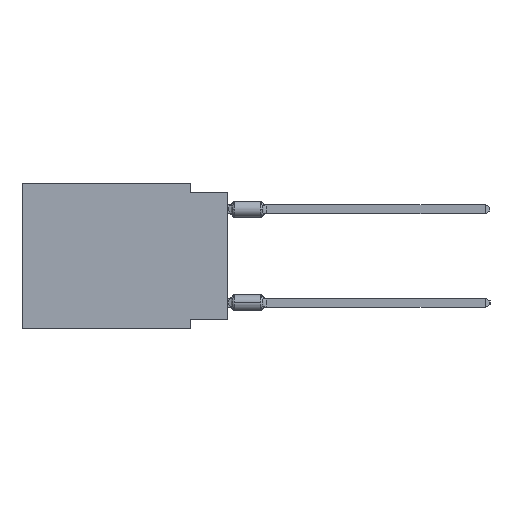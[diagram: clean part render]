
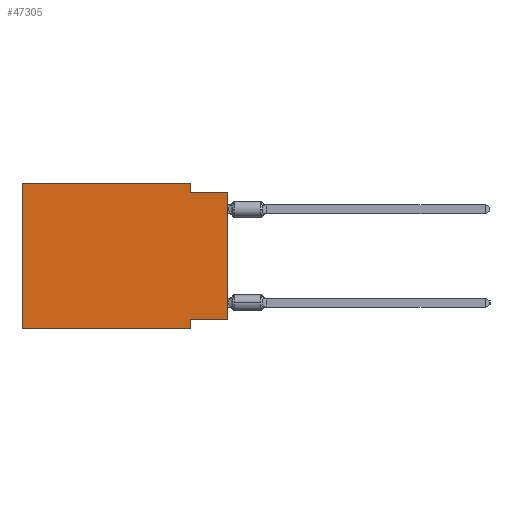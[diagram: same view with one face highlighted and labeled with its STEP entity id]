
A CAD part, left-side view. The second image highlights one B-rep face of the part: STEP entity #47305.
In plain terms, the highlighted planar face has unit normal (-1, 0, 0).
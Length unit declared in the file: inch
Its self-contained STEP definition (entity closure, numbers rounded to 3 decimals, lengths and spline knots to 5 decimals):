
#1501 = VECTOR ( 'NONE', #5128, 39.37008 ) ;
#1509 = VERTEX_POINT ( 'NONE', #41222 ) ;
#1955 = DIRECTION ( 'NONE',  ( 0., 0., -1. ) ) ;
#2332 = CARTESIAN_POINT ( 'NONE',  ( 0., 0.1, 0. ) ) ;
#2543 = ORIENTED_EDGE ( 'NONE', *, *, #12827, .F. ) ;
#3034 = FACE_OUTER_BOUND ( 'NONE', #44848, .T. ) ;
#4569 = LINE ( 'NONE', #26775, #1501 ) ;
#4866 = EDGE_CURVE ( 'NONE', #51076, #34781, #23479, .T. ) ;
#5128 = DIRECTION ( 'NONE',  ( 0., -1., 0. ) ) ;
#6509 = DIRECTION ( 'NONE',  ( 0., -1., 0. ) ) ;
#7627 = CARTESIAN_POINT ( 'NONE',  ( 0., 0.55, 0. ) ) ;
#7944 = EDGE_CURVE ( 'NONE', #46201, #35709, #4569, .T. ) ;
#8397 = ORIENTED_EDGE ( 'NONE', *, *, #10011, .F. ) ;
#9172 = DIRECTION ( 'NONE',  ( 0., 0., 1. ) ) ;
#9658 = CARTESIAN_POINT ( 'NONE',  ( 0., 0.1, -0.025 ) ) ;
#10011 = EDGE_CURVE ( 'NONE', #51616, #35709, #49919, .T. ) ;
#10317 = ORIENTED_EDGE ( 'NONE', *, *, #44397, .F. ) ;
#12827 = EDGE_CURVE ( 'NONE', #51076, #51616, #52475, .T. ) ;
#15209 = DIRECTION ( 'NONE',  ( 0., -1., 0. ) ) ;
#15459 = DIRECTION ( 'NONE',  ( 0., 0., 1. ) ) ;
#15680 = VECTOR ( 'NONE', #1955, 39.37008 ) ;
#16822 = VECTOR ( 'NONE', #21052, 39.37008 ) ;
#18493 = VECTOR ( 'NONE', #6509, 39.37008 ) ;
#19070 = VECTOR ( 'NONE', #15209, 39.37008 ) ;
#20995 = PLANE ( 'NONE',  #31649 ) ;
#21052 = DIRECTION ( 'NONE',  ( 0., 1., 0. ) ) ;
#23479 = LINE ( 'NONE', #40890, #39750 ) ;
#23900 = LINE ( 'NONE', #7627, #18493 ) ;
#24316 = ORIENTED_EDGE ( 'NONE', *, *, #35093, .F. ) ;
#25411 = CARTESIAN_POINT ( 'NONE',  ( 0., 0.1, -0.365 ) ) ;
#25521 = DIRECTION ( 'NONE',  ( 0., 0., -1. ) ) ;
#26775 = CARTESIAN_POINT ( 'NONE',  ( 0., 0.55, -0.39 ) ) ;
#30120 = CARTESIAN_POINT ( 'NONE',  ( 0., 0.55, 0. ) ) ;
#30372 = CARTESIAN_POINT ( 'NONE',  ( 0., 0.1, -0.39 ) ) ;
#30990 = EDGE_CURVE ( 'NONE', #50451, #34781, #49757, .T. ) ;
#31649 = AXIS2_PLACEMENT_3D ( 'NONE', #30120, #50987, #47546 ) ;
#33420 = CARTESIAN_POINT ( 'NONE',  ( 0., 0., -0.365 ) ) ;
#34400 = LINE ( 'NONE', #48378, #38738 ) ;
#34781 = VERTEX_POINT ( 'NONE', #35377 ) ;
#35093 = EDGE_CURVE ( 'NONE', #1509, #40802, #23900, .T. ) ;
#35377 = CARTESIAN_POINT ( 'NONE',  ( 0., 0., -0.025 ) ) ;
#35709 = VERTEX_POINT ( 'NONE', #30372 ) ;
#36354 = EDGE_CURVE ( 'NONE', #46201, #1509, #44831, .T. ) ;
#38738 = VECTOR ( 'NONE', #25521, 39.37008 ) ;
#39750 = VECTOR ( 'NONE', #15459, 39.37008 ) ;
#40784 = CARTESIAN_POINT ( 'NONE',  ( 0., 0.1, -0.39 ) ) ;
#40802 = VERTEX_POINT ( 'NONE', #2332 ) ;
#40890 = CARTESIAN_POINT ( 'NONE',  ( 0., 0., 0. ) ) ;
#41222 = CARTESIAN_POINT ( 'NONE',  ( 0., 0.55, 0. ) ) ;
#43006 = ORIENTED_EDGE ( 'NONE', *, *, #36354, .F. ) ;
#44397 = EDGE_CURVE ( 'NONE', #40802, #50451, #34400, .T. ) ;
#44831 = LINE ( 'NONE', #48548, #54920 ) ;
#44848 = EDGE_LOOP ( 'NONE', ( #54133, #52714, #10317, #24316, #43006, #56040, #8397, #2543 ) ) ;
#46201 = VERTEX_POINT ( 'NONE', #53454 ) ;
#47305 = ADVANCED_FACE ( 'NONE', ( #3034 ), #20995, .F. ) ;
#47546 = DIRECTION ( 'NONE',  ( 0., 0., -1. ) ) ;
#48378 = CARTESIAN_POINT ( 'NONE',  ( 0., 0.1, 0. ) ) ;
#48548 = CARTESIAN_POINT ( 'NONE',  ( 0., 0.55, 0. ) ) ;
#49757 = LINE ( 'NONE', #54333, #19070 ) ;
#49919 = LINE ( 'NONE', #40784, #15680 ) ;
#50451 = VERTEX_POINT ( 'NONE', #9658 ) ;
#50987 = DIRECTION ( 'NONE',  ( 1., 0., 0. ) ) ;
#51076 = VERTEX_POINT ( 'NONE', #54655 ) ;
#51616 = VERTEX_POINT ( 'NONE', #25411 ) ;
#52475 = LINE ( 'NONE', #33420, #16822 ) ;
#52714 = ORIENTED_EDGE ( 'NONE', *, *, #30990, .F. ) ;
#53454 = CARTESIAN_POINT ( 'NONE',  ( 0., 0.55, -0.39 ) ) ;
#54133 = ORIENTED_EDGE ( 'NONE', *, *, #4866, .T. ) ;
#54333 = CARTESIAN_POINT ( 'NONE',  ( 0., 0., -0.025 ) ) ;
#54655 = CARTESIAN_POINT ( 'NONE',  ( 0., 0., -0.365 ) ) ;
#54920 = VECTOR ( 'NONE', #9172, 39.37008 ) ;
#56040 = ORIENTED_EDGE ( 'NONE', *, *, #7944, .T. ) ;
